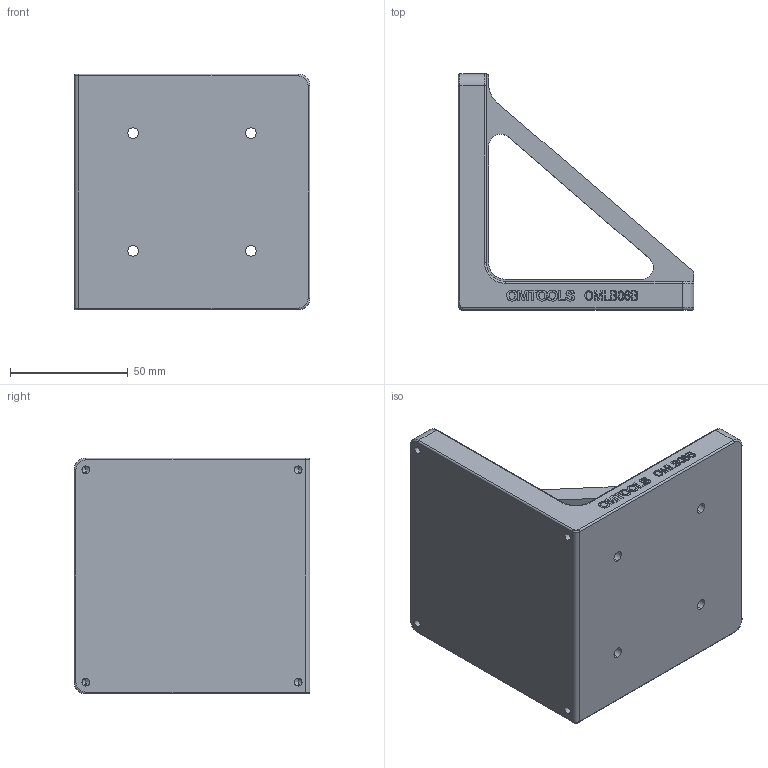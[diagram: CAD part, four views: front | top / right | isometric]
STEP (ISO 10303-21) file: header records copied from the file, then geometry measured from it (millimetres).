
FILE_DESCRIPTION (( 'STEP AP203' ), '1' );
FILE_NAME ('OMLB炵蹈眻褒蛌諉啣 OMLB06B.STEP', '2021-05-20T08:46:10', ( 'Microsoft' ), ( 'Microsoft' ), 'SwSTEP 2.0', 'SolidWorks 2018', '' );
FILE_SCHEMA (( 'CONFIG_CONTROL_DESIGN' ));
Length unit declared in the file: millimetre
Products named in the file (2): OMLB06B-01 OMSC-100-50-L蟀諉啣6; OMLB炵蹈眻褒蛌諉啣 OMLB06B
Assembly tree (1 placements, depth 2):
  OMLB炵蹈眻褒蛌諉啣 OMLB06B
    OMLB06B-01 OMSC-100-50-L蟀諉啣6
Bounding box: 100 x 100 x 100 mm (x, y, z)
Volume: 265064.6 mm3; surface area: 53380.7 mm2
Topology: 1 solids, 1 shells, 257 faces, 655 edges, 422 vertices
Faces by surface type: plane 119, bspline 66, cylinder 52, torus 12, cone 8
Entity records: 12643 total; most frequent: CARTESIAN_POINT 6610, ORIENTED_EDGE 1294, DIRECTION 1019, EDGE_CURVE 647, VERTEX_POINT 422, LINE 397, VECTOR 397, AXIS2_PLACEMENT_3D 311
